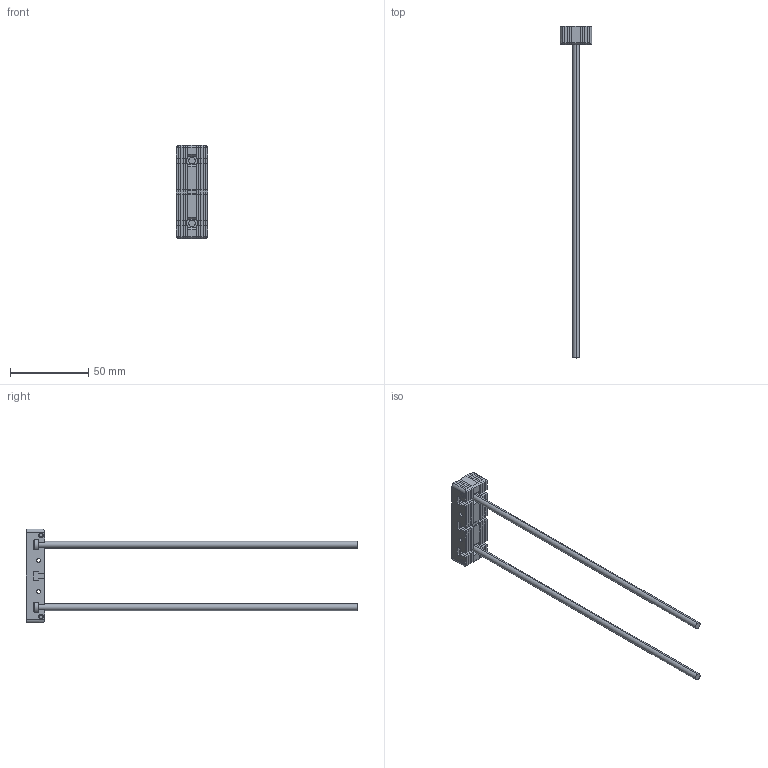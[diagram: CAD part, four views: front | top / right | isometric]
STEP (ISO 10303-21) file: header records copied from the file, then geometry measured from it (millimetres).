
FILE_DESCRIPTION (( 'STEP AP203' ), '1' );
FILE_NAME ('f836.STEP', '2023-01-10T14:42:56', ( '' ), ( '' ), 'SwSTEP 2.0', 'SolidWorks 2019', '' );
FILE_SCHEMA (( 'CONFIG_CONTROL_DESIGN' ));
Length unit declared in the file: millimetre
Products named in the file (6): Bolt_60 6cd837eeff059d751cff13a530b6e6c5; Pin_60 6cd837eeff059d751cff13a530b6e6c5; Lamela_60 6cd837eeff059d751cff13a530b6e6c5; Lamellar_Gas_Vent_ISGL60 6cd837eeff059d751cff13a530b6e6c5; Lamela_60_R 6cd837eeff059d751cff13a530b6e6c5; f836
Assembly tree (13 placements, depth 2):
  f836
    Lamellar_Gas_Vent_ISGL60 6cd837eeff059d751cff13a530b6e6c5
    Lamela_60 6cd837eeff059d751cff13a530b6e6c5  x6
    Lamela_60_R 6cd837eeff059d751cff13a530b6e6c5  x2
    Bolt_60 6cd837eeff059d751cff13a530b6e6c5  x2
    Pin_60 6cd837eeff059d751cff13a530b6e6c5  x2
Bounding box: 20 x 212 x 60 mm (x, y, z)
Volume: 18338.5 mm3; surface area: 23967 mm2
Topology: 15 solids, 15 shells, 600 faces, 1688 edges, 1120 vertices
Faces by surface type: plane 352, cylinder 232, cone 16
Entity records: 7920 total; most frequent: DIRECTION 1244, CARTESIAN_POINT 1243, ORIENTED_EDGE 1208, EDGE_CURVE 604, LINE 426, VECTOR 426, AXIS2_PLACEMENT_3D 409, VERTEX_POINT 400
